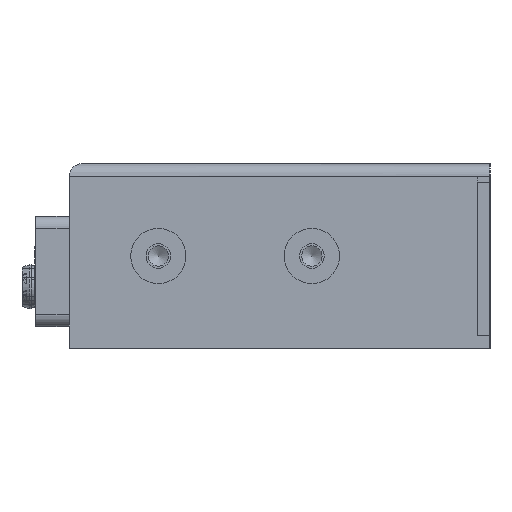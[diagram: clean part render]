
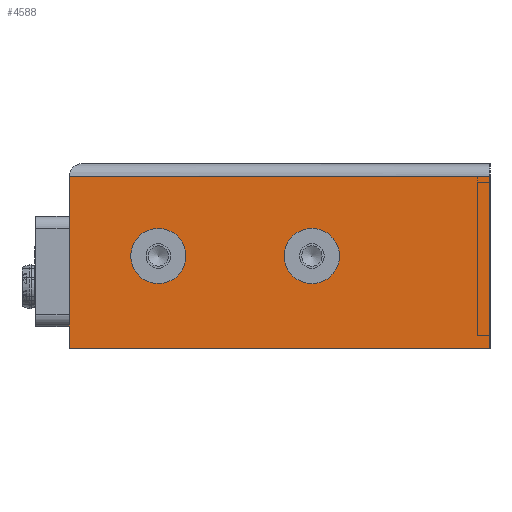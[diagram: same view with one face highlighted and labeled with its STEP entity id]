
A CAD part, left-side view. The second image highlights one B-rep face of the part: STEP entity #4588.
In plain terms, the highlighted planar face has unit normal (-1, 0, 0).
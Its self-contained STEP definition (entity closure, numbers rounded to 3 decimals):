
#2000=CIRCLE('',#4334,4.5);
#2001=CIRCLE('',#4335,4.5);
#2142=ORIENTED_EDGE('',*,*,#2771,.F.);
#2143=ORIENTED_EDGE('',*,*,#2782,.T.);
#2144=ORIENTED_EDGE('',*,*,#2796,.T.);
#2145=ORIENTED_EDGE('',*,*,#2809,.F.);
#2146=ORIENTED_EDGE('',*,*,#2810,.F.);
#2147=ORIENTED_EDGE('',*,*,#2811,.F.);
#2453=VECTOR('',#3330,1.);
#2462=VECTOR('',#3345,1.);
#2469=VECTOR('',#3370,1.);
#2477=VECTOR('',#3396,1.);
#2536=LINE('',#3859,#2453);
#2545=LINE('',#3880,#2462);
#2552=LINE('',#3908,#2469);
#2560=LINE('',#3933,#2477);
#2619=VERTEX_POINT('',#3856);
#2620=VERTEX_POINT('',#3858);
#2629=VERTEX_POINT('',#3878);
#2641=VERTEX_POINT('',#3906);
#2650=VERTEX_POINT('',#3935);
#2651=VERTEX_POINT('',#3937);
#2771=EDGE_CURVE('',#2619,#2620,#2536,.T.);
#2782=EDGE_CURVE('',#2619,#2629,#2545,.T.);
#2796=EDGE_CURVE('',#2629,#2641,#2552,.T.);
#2809=EDGE_CURVE('',#2620,#2641,#2560,.T.);
#2810=EDGE_CURVE('',#2650,#2650,#2000,.T.);
#2811=EDGE_CURVE('',#2651,#2651,#2001,.T.);
#2968=EDGE_LOOP('',(#2142,#2143,#2144,#2145));
#2969=EDGE_LOOP('',(#2146));
#2970=EDGE_LOOP('',(#2147));
#3151=FACE_BOUND('',#2968,.T.);
#3152=FACE_BOUND('',#2969,.T.);
#3153=FACE_BOUND('',#2970,.T.);
#3330=DIRECTION('',(0.,0.,28.));
#3345=DIRECTION('',(0.,-68.5,0.));
#3370=DIRECTION('',(0.,0.,28.));
#3396=DIRECTION('',(0.,-68.5,0.));
#3397=DIRECTION('',(-1.,0.,0.));
#3398=DIRECTION('',(0.,1.,0.));
#3399=DIRECTION('',(-1.,0.,0.));
#3400=DIRECTION('',(0.,0.,-4.5));
#3401=DIRECTION('',(-1.,0.,0.));
#3402=DIRECTION('',(0.,0.,-4.5));
#3856=CARTESIAN_POINT('',(0.,68.5,0.));
#3858=CARTESIAN_POINT('',(0.,68.5,28.));
#3859=CARTESIAN_POINT('',(0.,68.5,0.));
#3878=CARTESIAN_POINT('',(0.,0.,0.));
#3880=CARTESIAN_POINT('',(0.,68.5,0.));
#3906=CARTESIAN_POINT('',(0.,0.,28.));
#3908=CARTESIAN_POINT('',(0.,0.,0.));
#3933=CARTESIAN_POINT('',(0.,68.5,28.));
#3934=CARTESIAN_POINT('',(0.,68.5,0.));
#3935=CARTESIAN_POINT('',(0.,29.,10.5));
#3936=CARTESIAN_POINT('',(0.,29.,15.));
#3937=CARTESIAN_POINT('',(0.,54.,10.5));
#3938=CARTESIAN_POINT('',(0.,54.,15.));
#4333=AXIS2_PLACEMENT_3D('',#3934,#3397,#3398);
#4334=AXIS2_PLACEMENT_3D('',#3936,#3399,#3400);
#4335=AXIS2_PLACEMENT_3D('',#3938,#3401,#3402);
#4538=PLANE('',#4333);
#4588=ADVANCED_FACE('',(#3151,#3152,#3153),#4538,.T.);
